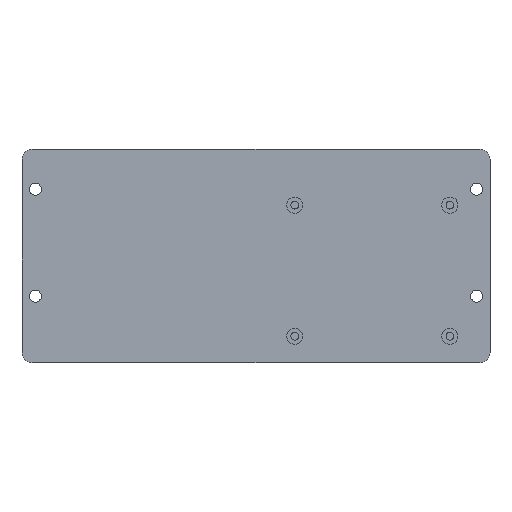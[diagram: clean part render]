
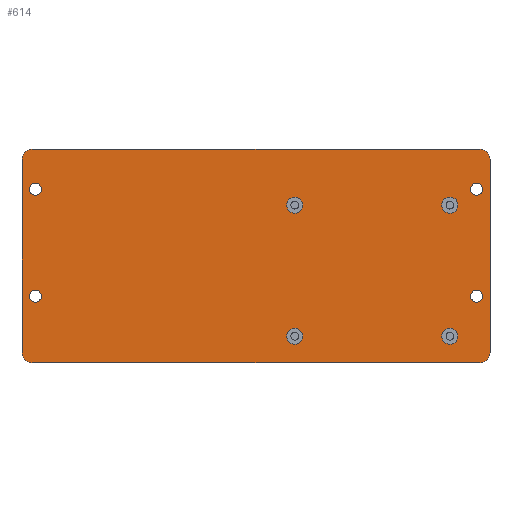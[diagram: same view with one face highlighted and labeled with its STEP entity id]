
A CAD part, top view. The second image highlights one B-rep face of the part: STEP entity #614.
In plain terms, the highlighted planar face has unit normal (0, 0, 1).
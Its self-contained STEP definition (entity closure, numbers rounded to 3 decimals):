
#16=FACE_BOUND('',#104,.T.);
#17=FACE_BOUND('',#105,.T.);
#18=FACE_BOUND('',#106,.T.);
#19=FACE_BOUND('',#107,.T.);
#20=FACE_BOUND('',#108,.T.);
#21=FACE_BOUND('',#109,.T.);
#22=FACE_BOUND('',#110,.T.);
#23=FACE_BOUND('',#111,.T.);
#38=PLANE('',#679);
#63=FACE_OUTER_BOUND('',#103,.T.);
#103=EDGE_LOOP('',(#464,#465,#466,#467,#468,#469,#470,#471));
#104=EDGE_LOOP('',(#472));
#105=EDGE_LOOP('',(#473));
#106=EDGE_LOOP('',(#474));
#107=EDGE_LOOP('',(#475));
#108=EDGE_LOOP('',(#476));
#109=EDGE_LOOP('',(#477));
#110=EDGE_LOOP('',(#478));
#111=EDGE_LOOP('',(#479));
#164=LINE('',#1006,#208);
#165=LINE('',#1010,#209);
#166=LINE('',#1014,#210);
#167=LINE('',#1017,#211);
#208=VECTOR('',#806,10.);
#209=VECTOR('',#809,10.);
#210=VECTOR('',#812,10.);
#211=VECTOR('',#815,10.);
#245=CIRCLE('',#677,3.);
#246=CIRCLE('',#680,4.);
#247=CIRCLE('',#681,4.);
#248=CIRCLE('',#682,4.);
#249=CIRCLE('',#683,4.);
#250=CIRCLE('',#684,3.);
#251=CIRCLE('',#685,3.);
#252=CIRCLE('',#686,2.25);
#253=CIRCLE('',#687,2.25);
#254=CIRCLE('',#688,2.25);
#255=CIRCLE('',#689,2.25);
#256=CIRCLE('',#690,3.);
#293=VERTEX_POINT('',#997);
#294=VERTEX_POINT('',#1002);
#295=VERTEX_POINT('',#1003);
#296=VERTEX_POINT('',#1005);
#297=VERTEX_POINT('',#1007);
#298=VERTEX_POINT('',#1009);
#299=VERTEX_POINT('',#1011);
#300=VERTEX_POINT('',#1013);
#301=VERTEX_POINT('',#1015);
#302=VERTEX_POINT('',#1018);
#303=VERTEX_POINT('',#1020);
#304=VERTEX_POINT('',#1022);
#305=VERTEX_POINT('',#1024);
#306=VERTEX_POINT('',#1026);
#307=VERTEX_POINT('',#1028);
#308=VERTEX_POINT('',#1030);
#359=EDGE_CURVE('',#293,#293,#245,.T.);
#360=EDGE_CURVE('',#294,#295,#246,.T.);
#361=EDGE_CURVE('',#294,#296,#164,.T.);
#362=EDGE_CURVE('',#297,#296,#247,.T.);
#363=EDGE_CURVE('',#297,#298,#165,.T.);
#364=EDGE_CURVE('',#299,#298,#248,.T.);
#365=EDGE_CURVE('',#299,#300,#166,.T.);
#366=EDGE_CURVE('',#301,#300,#249,.T.);
#367=EDGE_CURVE('',#301,#295,#167,.T.);
#368=EDGE_CURVE('',#302,#302,#250,.T.);
#369=EDGE_CURVE('',#303,#303,#251,.T.);
#370=EDGE_CURVE('',#304,#304,#252,.T.);
#371=EDGE_CURVE('',#305,#305,#253,.T.);
#372=EDGE_CURVE('',#306,#306,#254,.T.);
#373=EDGE_CURVE('',#307,#307,#255,.T.);
#374=EDGE_CURVE('',#308,#308,#256,.T.);
#464=ORIENTED_EDGE('',*,*,#360,.F.);
#465=ORIENTED_EDGE('',*,*,#361,.T.);
#466=ORIENTED_EDGE('',*,*,#362,.F.);
#467=ORIENTED_EDGE('',*,*,#363,.T.);
#468=ORIENTED_EDGE('',*,*,#364,.F.);
#469=ORIENTED_EDGE('',*,*,#365,.T.);
#470=ORIENTED_EDGE('',*,*,#366,.F.);
#471=ORIENTED_EDGE('',*,*,#367,.T.);
#472=ORIENTED_EDGE('',*,*,#368,.T.);
#473=ORIENTED_EDGE('',*,*,#369,.T.);
#474=ORIENTED_EDGE('',*,*,#370,.T.);
#475=ORIENTED_EDGE('',*,*,#371,.T.);
#476=ORIENTED_EDGE('',*,*,#372,.T.);
#477=ORIENTED_EDGE('',*,*,#373,.T.);
#478=ORIENTED_EDGE('',*,*,#374,.T.);
#479=ORIENTED_EDGE('',*,*,#359,.T.);
#614=ADVANCED_FACE('',(#63,#16,#17,#18,#19,#20,#21,#22,#23),#38,.T.);
#677=AXIS2_PLACEMENT_3D('',#999,#798,#799);
#679=AXIS2_PLACEMENT_3D('',#1001,#802,#803);
#680=AXIS2_PLACEMENT_3D('',#1004,#804,#805);
#681=AXIS2_PLACEMENT_3D('',#1008,#807,#808);
#682=AXIS2_PLACEMENT_3D('',#1012,#810,#811);
#683=AXIS2_PLACEMENT_3D('',#1016,#813,#814);
#684=AXIS2_PLACEMENT_3D('',#1019,#816,#817);
#685=AXIS2_PLACEMENT_3D('',#1021,#818,#819);
#686=AXIS2_PLACEMENT_3D('',#1023,#820,#821);
#687=AXIS2_PLACEMENT_3D('',#1025,#822,#823);
#688=AXIS2_PLACEMENT_3D('',#1027,#824,#825);
#689=AXIS2_PLACEMENT_3D('',#1029,#826,#827);
#690=AXIS2_PLACEMENT_3D('',#1031,#828,#829);
#798=DIRECTION('center_axis',(0.,0.,-1.));
#799=DIRECTION('ref_axis',(-1.,0.,0.));
#802=DIRECTION('center_axis',(0.,0.,1.));
#803=DIRECTION('ref_axis',(1.,0.,0.));
#804=DIRECTION('center_axis',(0.,0.,-1.));
#805=DIRECTION('ref_axis',(-0.707,-0.707,0.));
#806=DIRECTION('',(1.,0.,0.));
#807=DIRECTION('center_axis',(0.,0.,-1.));
#808=DIRECTION('ref_axis',(0.707,-0.707,0.));
#809=DIRECTION('',(0.,1.,0.));
#810=DIRECTION('center_axis',(0.,0.,-1.));
#811=DIRECTION('ref_axis',(0.707,0.707,0.));
#812=DIRECTION('',(-1.,0.,0.));
#813=DIRECTION('center_axis',(0.,0.,-1.));
#814=DIRECTION('ref_axis',(-0.707,0.707,0.));
#815=DIRECTION('',(0.,-1.,0.));
#816=DIRECTION('center_axis',(0.,0.,-1.));
#817=DIRECTION('ref_axis',(-1.,0.,0.));
#818=DIRECTION('center_axis',(0.,0.,-1.));
#819=DIRECTION('ref_axis',(-1.,0.,0.));
#820=DIRECTION('center_axis',(0.,0.,-1.));
#821=DIRECTION('ref_axis',(-1.,0.,0.));
#822=DIRECTION('center_axis',(0.,0.,-1.));
#823=DIRECTION('ref_axis',(-1.,0.,0.));
#824=DIRECTION('center_axis',(0.,0.,-1.));
#825=DIRECTION('ref_axis',(-1.,0.,0.));
#826=DIRECTION('center_axis',(0.,0.,-1.));
#827=DIRECTION('ref_axis',(-1.,0.,0.));
#828=DIRECTION('center_axis',(0.,0.,-1.));
#829=DIRECTION('ref_axis',(-1.,0.,0.));
#997=CARTESIAN_POINT('',(75.5,19.,8.));
#999=CARTESIAN_POINT('Origin',(72.5,19.,8.));
#1001=CARTESIAN_POINT('Origin',(0.,0.,8.));
#1002=CARTESIAN_POINT('',(-83.5,-40.,8.));
#1003=CARTESIAN_POINT('',(-87.5,-36.,8.));
#1004=CARTESIAN_POINT('Origin',(-83.5,-36.,8.));
#1005=CARTESIAN_POINT('',(83.5,-40.,8.));
#1006=CARTESIAN_POINT('',(87.5,-40.,8.));
#1007=CARTESIAN_POINT('',(87.5,-36.,8.));
#1008=CARTESIAN_POINT('Origin',(83.5,-36.,8.));
#1009=CARTESIAN_POINT('',(87.5,36.,8.));
#1010=CARTESIAN_POINT('',(87.5,40.,8.));
#1011=CARTESIAN_POINT('',(83.5,40.,8.));
#1012=CARTESIAN_POINT('Origin',(83.5,36.,8.));
#1013=CARTESIAN_POINT('',(-83.5,40.,8.));
#1014=CARTESIAN_POINT('',(-87.5,40.,8.));
#1015=CARTESIAN_POINT('',(-87.5,36.,8.));
#1016=CARTESIAN_POINT('Origin',(-83.5,36.,8.));
#1017=CARTESIAN_POINT('',(-87.5,-40.,8.));
#1018=CARTESIAN_POINT('',(17.5,19.,8.));
#1019=CARTESIAN_POINT('Origin',(14.5,19.,8.));
#1020=CARTESIAN_POINT('',(17.5,-30.,8.));
#1021=CARTESIAN_POINT('Origin',(14.5,-30.,8.));
#1022=CARTESIAN_POINT('',(84.75,-15.,8.));
#1023=CARTESIAN_POINT('Origin',(82.5,-15.,8.));
#1024=CARTESIAN_POINT('',(-80.25,25.,8.));
#1025=CARTESIAN_POINT('Origin',(-82.5,25.,8.));
#1026=CARTESIAN_POINT('',(84.75,25.,8.));
#1027=CARTESIAN_POINT('Origin',(82.5,25.,8.));
#1028=CARTESIAN_POINT('',(-80.25,-15.,8.));
#1029=CARTESIAN_POINT('Origin',(-82.5,-15.,8.));
#1030=CARTESIAN_POINT('',(75.5,-30.,8.));
#1031=CARTESIAN_POINT('Origin',(72.5,-30.,8.));
